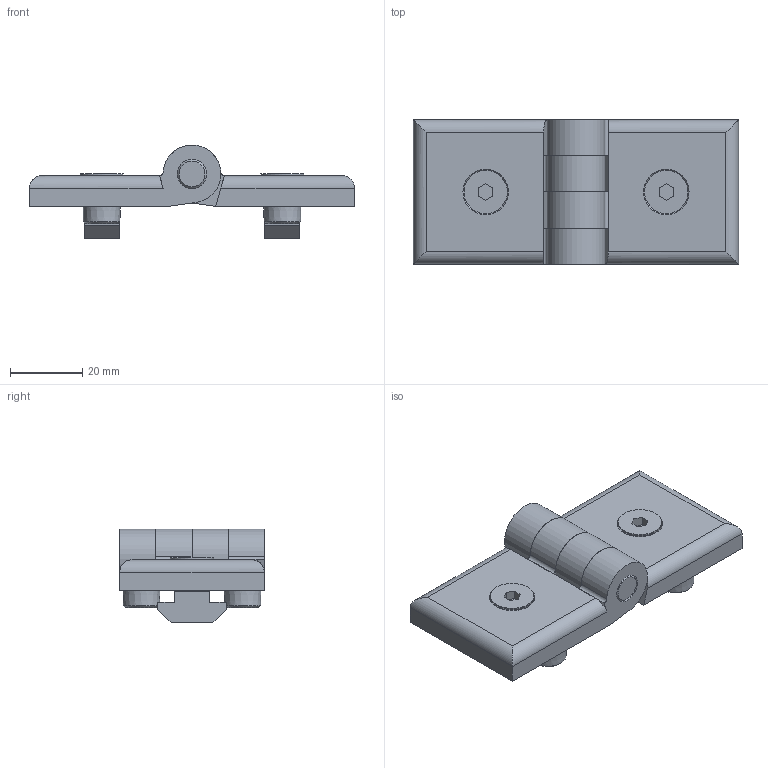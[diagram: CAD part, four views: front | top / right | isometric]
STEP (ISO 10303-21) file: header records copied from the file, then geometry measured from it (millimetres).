
FILE_DESCRIPTION(/* description */ ('STEP AP214'),/* implementation_level */ '2;1');
FILE_NAME(/* name */ '095KS4545F10S030',/* time_stamp */ '2023-02-15T11:02:13+01:00',/* author */ ('License CC BY-ND 4.0'),/* organization */ ('CADENAS'),/* preprocessor_version */ 'ST-DEVELOPER v18.102',/* originating_system */ 'PARTsolutions',/* authorisation */ ' ');
FILE_SCHEMA (('AUTOMOTIVE_DESIGN {1 0 10303 214 3 1 1}'));
Length unit declared in the file: millimetre
Products named in the file (4): 095KS4545F10S030; 095KS4545F10S03_2; 095KS4545F10S03_p; 095KS4545F10S03_1
Assembly tree (3 placements, depth 2):
  095KS4545F10S030
    095KS4545F10S03_2
    095KS4545F10S03_p
    095KS4545F10S03_1
Bounding box: 90 x 40 x 25.99 mm (x, y, z)
Volume: 29404.3 mm3; surface area: 18114.8 mm2
Topology: 3 solids, 3 shells, 201 faces, 543 edges, 356 vertices
Faces by surface type: plane 110, cylinder 75, cone 16
Full cylindrical faces by diameter (mm): 5 x2, 6 x4, 6.6 x4, 8.1 x5, 12 x2
Entity records: 7615 total; most frequent: CARTESIAN_POINT 1147, DIRECTION 1070, ORIENTED_EDGE 1004, EDGE_CURVE 502, AXIS2_PLACEMENT_3D 395, VERTEX_POINT 344, LINE 280, VECTOR 280
